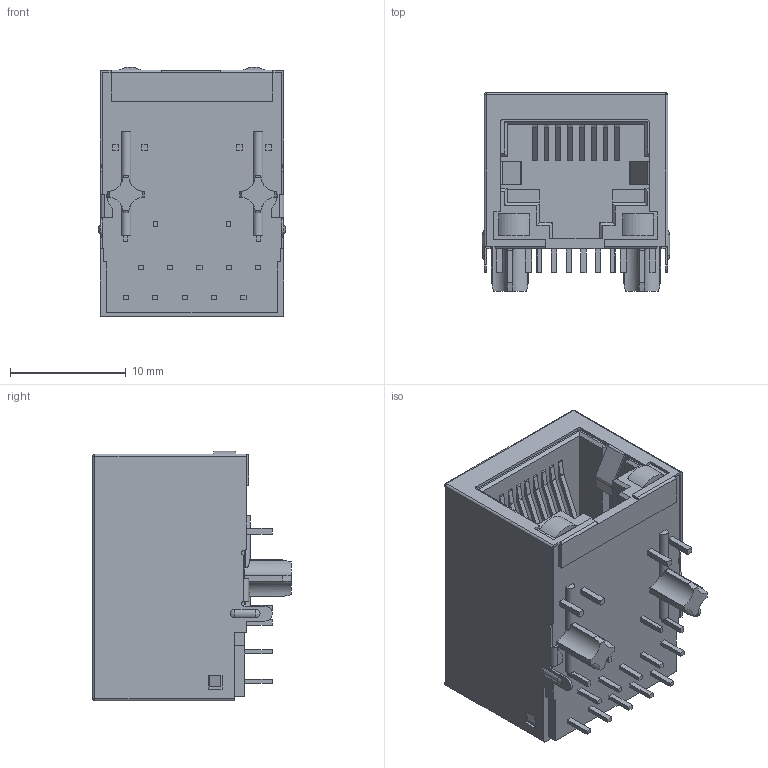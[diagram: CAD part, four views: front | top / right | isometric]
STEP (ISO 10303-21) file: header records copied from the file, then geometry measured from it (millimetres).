
FILE_DESCRIPTION(/* description */ (''),/* implementation_level */ '2;1');
FILE_NAME(/* name */ 'Gigabit Ethernet Port_ RPi4ModelB_ipt_cd7a3297.STEP',/* time_stamp */ '2024-05-28T16:08:09+01:00',/* author */ ('rlndo'),/* organization */ (''),/* preprocessor_version */ 'ST-DEVELOPER v16.13',/* originating_system */ 'Autodesk Inventor 2018',/* authorisation */ '');
FILE_SCHEMA (('AUTOMOTIVE_DESIGN { 1 0 10303 214 3 1 1 }'));
Length unit declared in the file: millimetre
Products named in the file (1): Gigabit Ethernet Port, RPi4ModelB
Bounding box: 16.2 x 17.2 x 21.59 mm (x, y, z)
Volume: 3491 mm3; surface area: 2451.4 mm2
Topology: 1 solids, 1 shells, 395 faces, 1064 edges, 696 vertices
Faces by surface type: plane 323, cylinder 64, sphere 8
Entity records: 12769 total; most frequent: CARTESIAN_POINT 2251, ORIENTED_EDGE 2122, DIRECTION 1991, EDGE_CURVE 1061, LINE 899, VECTOR 899, VERTEX_POINT 694, AXIS2_PLACEMENT_3D 546
